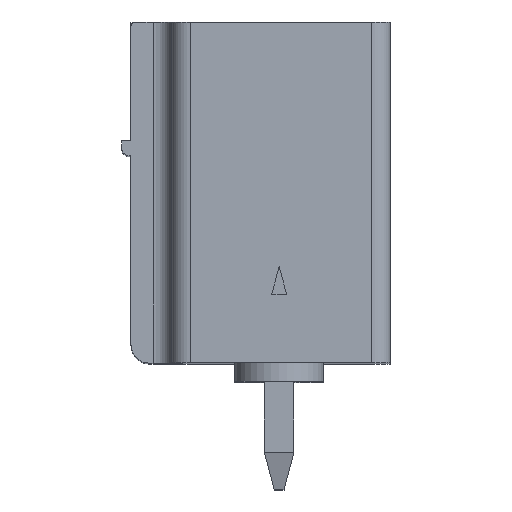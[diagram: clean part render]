
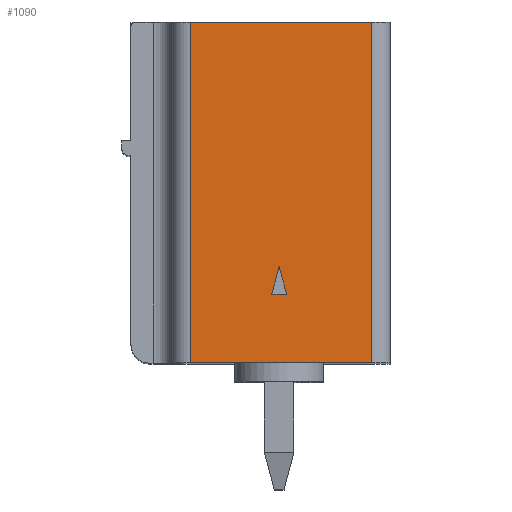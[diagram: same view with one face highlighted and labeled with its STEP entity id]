
A CAD part, top view. The second image highlights one B-rep face of the part: STEP entity #1090.
In plain terms, the highlighted planar face has unit normal (0, 0, 1).
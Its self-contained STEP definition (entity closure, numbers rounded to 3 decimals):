
#440=CARTESIAN_POINT('',(0.,0.,7.1));
#450=DIRECTION('',(0.,0.,1.));
#460=DIRECTION('',(1.,0.,0.));
#470=AXIS2_PLACEMENT_3D('',#440,#450,#460);
#480=PLANE('',#470);
#490=CARTESIAN_POINT('',(0.,0.,7.1));
#500=DIRECTION('',(0.,1.,0.));
#510=VECTOR('',#500,1.);
#520=LINE('',#490,#510);
#530=CARTESIAN_POINT('',(0.,0.5,7.1));
#540=VERTEX_POINT('',#530);
#550=CARTESIAN_POINT('',(0.,5.4,7.1));
#560=VERTEX_POINT('',#550);
#570=EDGE_CURVE('',#540,#560,#520,.T.);
#580=ORIENTED_EDGE('',*,*,#570,.F.);
#590=CARTESIAN_POINT('',(0.,5.4,7.1));
#600=DIRECTION('',(1.,0.,0.));
#610=VECTOR('',#600,1.);
#620=LINE('',#590,#610);
#630=CARTESIAN_POINT('',(9.2,5.4,7.1));
#640=VERTEX_POINT('',#630);
#650=EDGE_CURVE('',#560,#640,#620,.T.);
#660=ORIENTED_EDGE('',*,*,#650,.F.);
#670=CARTESIAN_POINT('',(9.2,0.,7.1));
#680=DIRECTION('',(0.,1.,0.));
#690=VECTOR('',#680,1.);
#700=LINE('',#670,#690);
#710=CARTESIAN_POINT('',(9.2,0.5,7.1));
#720=VERTEX_POINT('',#710);
#730=EDGE_CURVE('',#720,#640,#700,.T.);
#740=ORIENTED_EDGE('',*,*,#730,.T.);
#750=CARTESIAN_POINT('',(0.,0.5,7.1));
#760=DIRECTION('',(-1.,0.,0.));
#770=VECTOR('',#760,1.);
#780=LINE('',#750,#770);
#790=EDGE_CURVE('',#720,#540,#780,.T.);
#800=ORIENTED_EDGE('',*,*,#790,.F.);
#810=EDGE_LOOP('',(#800,#740,#660,#580));
#820=FACE_OUTER_BOUND('',#810,.T.);
#830=CARTESIAN_POINT('',(0.,2.303,7.1));
#840=DIRECTION('',(-0.966,-0.259,0.));
#850=VECTOR('',#840,1.);
#860=LINE('',#830,#850);
#870=CARTESIAN_POINT('',(2.6,3.,7.1));
#880=VERTEX_POINT('',#870);
#890=CARTESIAN_POINT('',(1.85,2.799,7.1));
#900=VERTEX_POINT('',#890);
#910=EDGE_CURVE('',#880,#900,#860,.T.);
#920=ORIENTED_EDGE('',*,*,#910,.T.);
#930=CARTESIAN_POINT('',(0.,3.697,7.1));
#940=DIRECTION('',(0.966,-0.259,0.));
#950=VECTOR('',#940,1.);
#960=LINE('',#930,#950);
#970=CARTESIAN_POINT('',(1.85,3.201,7.1));
#980=VERTEX_POINT('',#970);
#990=EDGE_CURVE('',#980,#880,#960,.T.);
#1000=ORIENTED_EDGE('',*,*,#990,.T.);
#1010=CARTESIAN_POINT('',(1.85,0.,7.1));
#1020=DIRECTION('',(0.,1.,0.));
#1030=VECTOR('',#1020,1.);
#1040=LINE('',#1010,#1030);
#1050=EDGE_CURVE('',#900,#980,#1040,.T.);
#1060=ORIENTED_EDGE('',*,*,#1050,.T.);
#1070=EDGE_LOOP('',(#1060,#1000,#920));
#1080=FACE_BOUND('',#1070,.T.);
#1090=ADVANCED_FACE('',(#820,#1080),#480,.T.);
